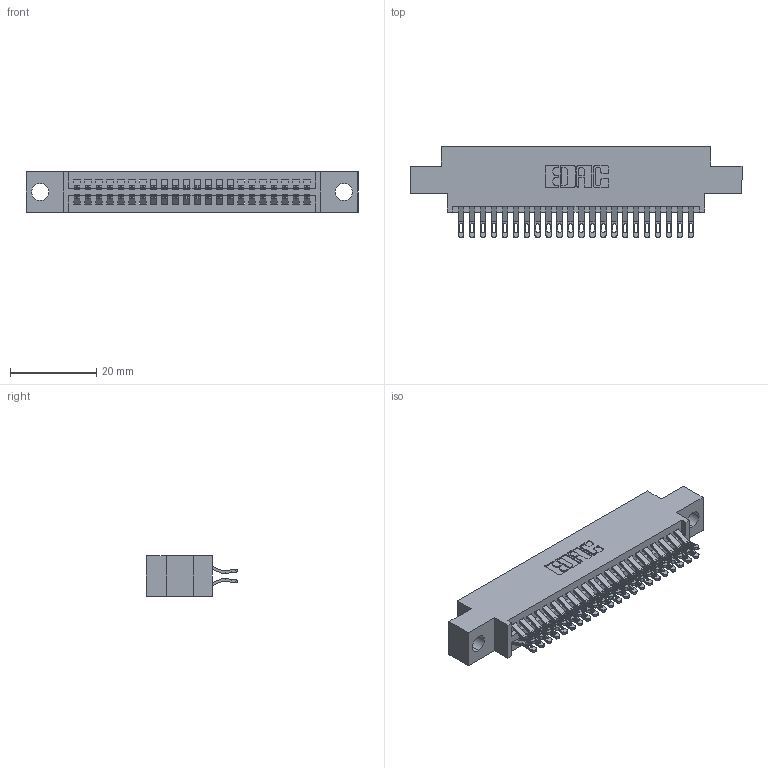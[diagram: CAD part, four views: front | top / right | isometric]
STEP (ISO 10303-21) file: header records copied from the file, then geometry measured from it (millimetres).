
FILE_DESCRIPTION (( 'STEP AP203' ), '1' );
FILE_NAME ('345-044-555-804.STEP', '2018-09-08T22:57:34', ( '' ), ( '' ), 'SwSTEP 2.0', 'SolidWorks 2016', '' );
FILE_SCHEMA (( 'CONFIG_CONTROL_DESIGN' ));
Length unit declared in the file: inch
Products named in the file (3): 345 Part_0.170 Offset - 0.156 Dia-TH; 345-292-001_555 Tail; 345-044-555-804
Assembly tree (45 placements, depth 2):
  345-044-555-804
    345 Part_0.170 Offset - 0.156 Dia-TH
    345-292-001_555 Tail  x44
Bounding box: 77.09 x 21.13 x 9.4 mm (x, y, z)
Volume: 7229.2 mm3; surface area: 10701.2 mm2
Topology: 45 solids, 45 shells, 2594 faces, 8141 edges, 5426 vertices
Faces by surface type: plane 1448, cylinder 1146
Entity records: 20415 total; most frequent: CARTESIAN_POINT 3478, ORIENTED_EDGE 3382, DIRECTION 3059, EDGE_CURVE 1691, VECTOR 1451, LINE 1451, VERTEX_POINT 1126, AXIS2_PLACEMENT_3D 804
